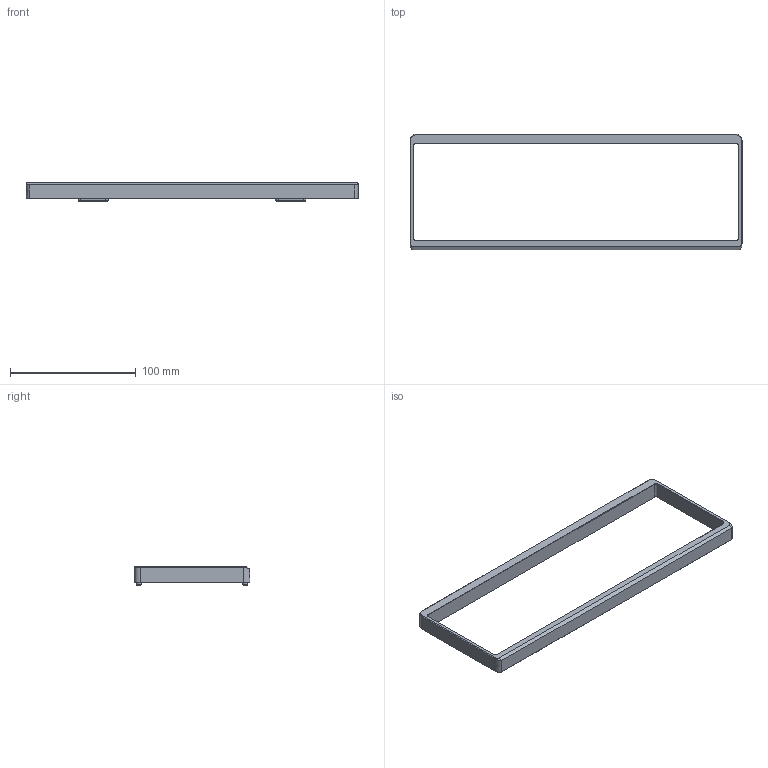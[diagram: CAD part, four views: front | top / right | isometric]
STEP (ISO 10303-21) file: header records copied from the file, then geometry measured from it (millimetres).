
FILE_DESCRIPTION(/* description */ (''),/* implementation_level */ '2;1');
FILE_NAME(/* name */ 'no_blocker_top.step',/* time_stamp */ '2023-12-09T20:32:52-05:00',/* author */ (''),/* organization */ (''),/* preprocessor_version */ 'ST-DEVELOPER v20',/* originating_system */ 'Autodesk Translation Framework v12.14.0.127',/* authorisation */ '');
FILE_SCHEMA (('AUTOMOTIVE_DESIGN { 1 0 10303 214 3 1 1 }'));
Length unit declared in the file: millimetre
Products named in the file (1): WKL Bully Blocker Removal
Bounding box: 264.12 x 92.15 x 14.68 mm (x, y, z)
Volume: 56135.9 mm3; surface area: 26692.5 mm2
Topology: 1 solids, 1 shells, 110 faces, 256 edges, 152 vertices
Faces by surface type: plane 42, cone 32, cylinder 30, bspline 6
Full cylindrical faces by diameter (mm): 1.623 x8, 3 x8
Entity records: 3135 total; most frequent: CARTESIAN_POINT 646, DIRECTION 520, ORIENTED_EDGE 480, EDGE_CURVE 240, AXIS2_PLACEMENT_3D 182, LINE 156, VECTOR 156, VERTEX_POINT 152
